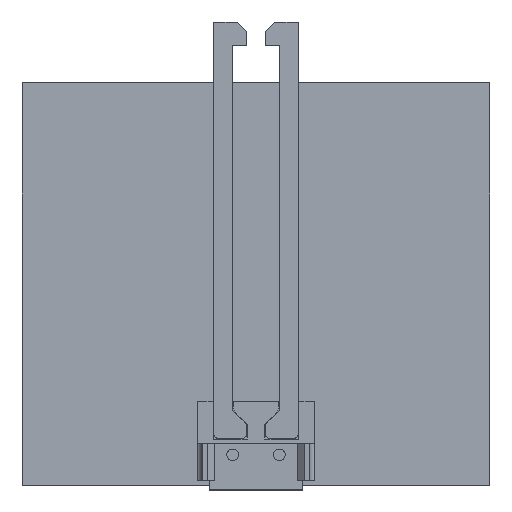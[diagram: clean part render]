
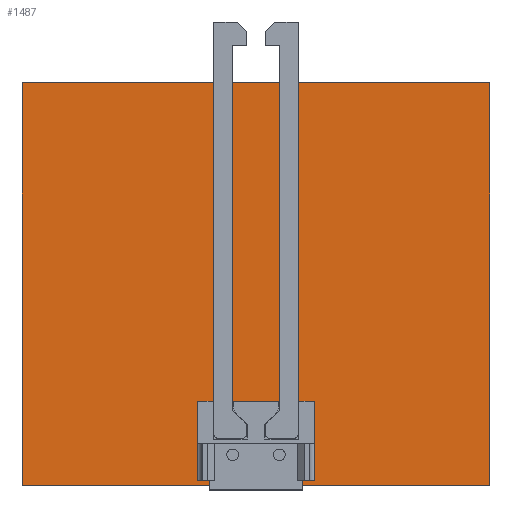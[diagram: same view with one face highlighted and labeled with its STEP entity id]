
A CAD part, top view. The second image highlights one B-rep face of the part: STEP entity #1487.
In plain terms, the highlighted planar face has unit normal (0, 0, 1).
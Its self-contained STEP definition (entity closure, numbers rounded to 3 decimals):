
#71=PLANE('',#1597);
#145=FACE_OUTER_BOUND('',#229,.T.);
#229=EDGE_LOOP('',(#1273,#1274,#1275,#1276));
#373=LINE('',#2295,#559);
#377=LINE('',#2303,#563);
#380=LINE('',#2309,#566);
#383=LINE('',#2314,#569);
#559=VECTOR('',#1873,10.);
#563=VECTOR('',#1879,10.);
#566=VECTOR('',#1884,10.);
#569=VECTOR('',#1889,10.);
#739=VERTEX_POINT('',#2293);
#740=VERTEX_POINT('',#2294);
#743=VERTEX_POINT('',#2302);
#745=VERTEX_POINT('',#2308);
#921=EDGE_CURVE('',#739,#740,#373,.T.);
#925=EDGE_CURVE('',#743,#739,#377,.T.);
#928=EDGE_CURVE('',#745,#743,#380,.T.);
#931=EDGE_CURVE('',#740,#745,#383,.T.);
#1273=ORIENTED_EDGE('',*,*,#931,.F.);
#1274=ORIENTED_EDGE('',*,*,#921,.F.);
#1275=ORIENTED_EDGE('',*,*,#925,.F.);
#1276=ORIENTED_EDGE('',*,*,#928,.F.);
#1487=ADVANCED_FACE('',(#145),#71,.T.);
#1597=AXIS2_PLACEMENT_3D('',#2316,#1891,#1892);
#1873=DIRECTION('',(0.,-1.,0.));
#1879=DIRECTION('',(1.,0.,0.));
#1884=DIRECTION('',(0.,1.,0.));
#1889=DIRECTION('',(-1.,0.,0.));
#1891=DIRECTION('center_axis',(0.,0.,1.));
#1892=DIRECTION('ref_axis',(1.,0.,0.));
#2293=CARTESIAN_POINT('',(50.,82.,-2.));
#2294=CARTESIAN_POINT('',(50.,-4.,-2.));
#2295=CARTESIAN_POINT('',(50.,82.,-2.));
#2302=CARTESIAN_POINT('',(-50.,82.,-2.));
#2303=CARTESIAN_POINT('',(-50.,82.,-2.));
#2308=CARTESIAN_POINT('',(-50.,-4.,-2.));
#2309=CARTESIAN_POINT('',(-50.,-4.,-2.));
#2314=CARTESIAN_POINT('',(50.,-4.,-2.));
#2316=CARTESIAN_POINT('Origin',(0.,39.,-2.));
